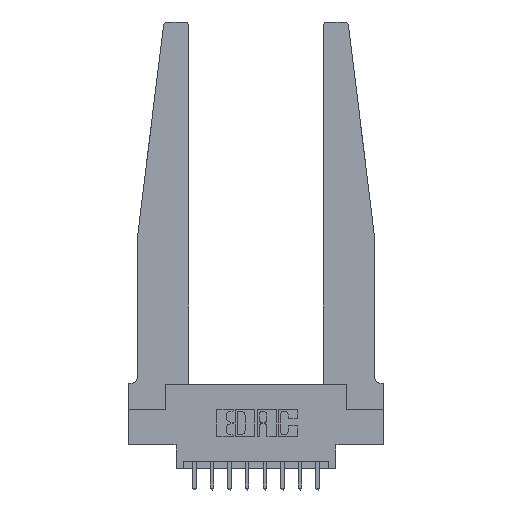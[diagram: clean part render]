
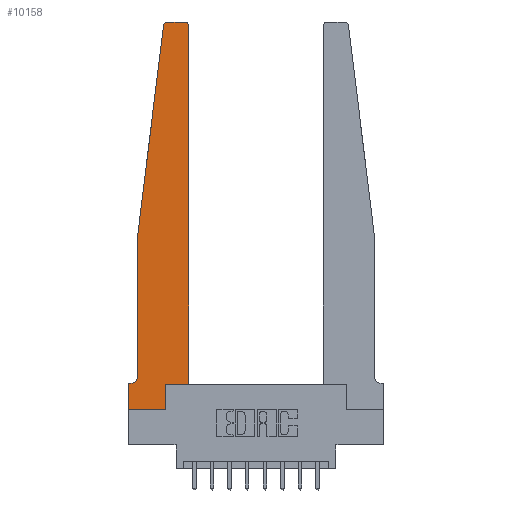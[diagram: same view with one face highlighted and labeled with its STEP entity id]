
A CAD part, top view. The second image highlights one B-rep face of the part: STEP entity #10158.
In plain terms, the highlighted planar face has unit normal (0, 0, 1).
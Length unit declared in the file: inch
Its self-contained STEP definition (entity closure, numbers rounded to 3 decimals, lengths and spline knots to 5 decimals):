
#60 = ORIENTED_EDGE ( 'NONE', *, *, #11513, .T. ) ;
#938 = EDGE_CURVE ( 'NONE', #10268, #13052, #9305, .T. ) ;
#1101 = CIRCLE ( 'NONE', #2090, 0.05 ) ;
#1295 = CARTESIAN_POINT ( 'NONE',  ( 0.395, 2.75, 0.37 ) ) ;
#1596 = VECTOR ( 'NONE', #11885, 39.37008 ) ;
#1616 = DIRECTION ( 'NONE',  ( 1., 0., 0. ) ) ;
#1687 = CARTESIAN_POINT ( 'NONE',  ( 0.065, 1.25, 0.37 ) ) ;
#1693 = EDGE_CURVE ( 'NONE', #13192, #14270, #1101, .T. ) ;
#1734 = CARTESIAN_POINT ( 'NONE',  ( 0.065, 1.25, 0.37 ) ) ;
#1840 = AXIS2_PLACEMENT_3D ( 'NONE', #12120, #14557, #1616 ) ;
#1901 = CARTESIAN_POINT ( 'NONE',  ( 0., 0.1875, 0.37 ) ) ;
#2068 = ORIENTED_EDGE ( 'NONE', *, *, #5256, .T. ) ;
#2090 = AXIS2_PLACEMENT_3D ( 'NONE', #14017, #8159, #15014 ) ;
#2103 = CARTESIAN_POINT ( 'NONE',  ( 0.425, 0.18, 0.37 ) ) ;
#2343 = EDGE_CURVE ( 'NONE', #4268, #5968, #5796, .T. ) ;
#2711 = FACE_OUTER_BOUND ( 'NONE', #9463, .T. ) ;
#2759 = CARTESIAN_POINT ( 'NONE',  ( 0., 0., 0.37 ) ) ;
#2763 = AXIS2_PLACEMENT_3D ( 'NONE', #6463, #11142, #6617 ) ;
#3261 = CARTESIAN_POINT ( 'NONE',  ( 0.2605, 0.18, 0.37 ) ) ;
#3484 = LINE ( 'NONE', #10393, #10367 ) ;
#4195 = CARTESIAN_POINT ( 'NONE',  ( 0.425, 0.18, 0.37 ) ) ;
#4268 = VERTEX_POINT ( 'NONE', #5696 ) ;
#4341 = ORIENTED_EDGE ( 'NONE', *, *, #12012, .T. ) ;
#4421 = EDGE_CURVE ( 'NONE', #12287, #11870, #9392, .T. ) ;
#4507 = DIRECTION ( 'NONE',  ( 1., 0., 0. ) ) ;
#4654 = CARTESIAN_POINT ( 'NONE',  ( 0.015, 0.1875, 0.37 ) ) ;
#4677 = CARTESIAN_POINT ( 'NONE',  ( 0., 0., 0.37 ) ) ;
#4907 = CARTESIAN_POINT ( 'NONE',  ( 0.25, 2.75, 0.37 ) ) ;
#4933 = VERTEX_POINT ( 'NONE', #12491 ) ;
#5256 = EDGE_CURVE ( 'NONE', #9386, #13192, #14675, .T. ) ;
#5458 = VECTOR ( 'NONE', #9621, 39.37008 ) ;
#5574 = CARTESIAN_POINT ( 'NONE',  ( 0.425, 0.18, 0.37 ) ) ;
#5696 = CARTESIAN_POINT ( 'NONE',  ( 0.2605, 0.18, 0.37 ) ) ;
#5796 = LINE ( 'NONE', #5574, #11789 ) ;
#5968 = VERTEX_POINT ( 'NONE', #2103 ) ;
#6031 = CARTESIAN_POINT ( 'NONE',  ( 0., 0., 0.37 ) ) ;
#6144 = EDGE_CURVE ( 'NONE', #9867, #4268, #12624, .T. ) ;
#6201 = CARTESIAN_POINT ( 'NONE',  ( 0.065, 1.25, 0.37 ) ) ;
#6268 = EDGE_CURVE ( 'NONE', #14270, #10268, #3484, .T. ) ;
#6463 = CARTESIAN_POINT ( 'NONE',  ( 0.395, 2.72, 0.37 ) ) ;
#6552 = EDGE_CURVE ( 'NONE', #11870, #4933, #14789, .T. ) ;
#6617 = DIRECTION ( 'NONE',  ( 1., 0., 0. ) ) ;
#6966 = VERTEX_POINT ( 'NONE', #9203 ) ;
#6991 = VECTOR ( 'NONE', #13413, 39.37008 ) ;
#7525 = LINE ( 'NONE', #2759, #1596 ) ;
#7623 = CARTESIAN_POINT ( 'NONE',  ( 0.2605, 0., 0.37 ) ) ;
#7753 = DIRECTION ( 'NONE',  ( 0., 0., 1. ) ) ;
#8005 = AXIS2_PLACEMENT_3D ( 'NONE', #14029, #7753, #11101 ) ;
#8159 = DIRECTION ( 'NONE',  ( 0., 0., -1. ) ) ;
#8249 = CIRCLE ( 'NONE', #1840, 0.03 ) ;
#8324 = PLANE ( 'NONE',  #8005 ) ;
#8718 = CARTESIAN_POINT ( 'NONE',  ( 0.425, 2.72, 0.37 ) ) ;
#9028 = ORIENTED_EDGE ( 'NONE', *, *, #14379, .T. ) ;
#9203 = CARTESIAN_POINT ( 'NONE',  ( 0.24675, 2.72367, 0.37 ) ) ;
#9305 = LINE ( 'NONE', #4677, #11905 ) ;
#9386 = VERTEX_POINT ( 'NONE', #6201 ) ;
#9392 = CIRCLE ( 'NONE', #2763, 0.03 ) ;
#9463 = EDGE_LOOP ( 'NONE', ( #15071, #13161, #60, #2068, #12707, #9598, #9715, #9028, #11481, #13797, #4341, #11053 ) ) ;
#9541 = DIRECTION ( 'NONE',  ( -1., 0., 0. ) ) ;
#9598 = ORIENTED_EDGE ( 'NONE', *, *, #6268, .T. ) ;
#9621 = DIRECTION ( 'NONE',  ( -1., 0., 0. ) ) ;
#9715 = ORIENTED_EDGE ( 'NONE', *, *, #938, .T. ) ;
#9867 = VERTEX_POINT ( 'NONE', #7623 ) ;
#9904 = VECTOR ( 'NONE', #13558, 39.37008 ) ;
#10158 = ADVANCED_FACE ( 'NONE', ( #2711 ), #8324, .T. ) ;
#10268 = VERTEX_POINT ( 'NONE', #1901 ) ;
#10367 = VECTOR ( 'NONE', #9541, 39.37008 ) ;
#10393 = CARTESIAN_POINT ( 'NONE',  ( 0.065, 0.1875, 0.37 ) ) ;
#10952 = LINE ( 'NONE', #4195, #9904 ) ;
#11053 = ORIENTED_EDGE ( 'NONE', *, *, #4421, .T. ) ;
#11101 = DIRECTION ( 'NONE',  ( 1., 0., 0. ) ) ;
#11142 = DIRECTION ( 'NONE',  ( 0., 0., 1. ) ) ;
#11398 = DIRECTION ( 'NONE',  ( 0., 1., 0. ) ) ;
#11481 = ORIENTED_EDGE ( 'NONE', *, *, #6144, .T. ) ;
#11513 = EDGE_CURVE ( 'NONE', #6966, #9386, #14790, .T. ) ;
#11615 = EDGE_CURVE ( 'NONE', #4933, #6966, #8249, .T. ) ;
#11789 = VECTOR ( 'NONE', #4507, 39.37008 ) ;
#11870 = VERTEX_POINT ( 'NONE', #1295 ) ;
#11885 = DIRECTION ( 'NONE',  ( 1., 0., 0. ) ) ;
#11905 = VECTOR ( 'NONE', #14758, 39.37008 ) ;
#12012 = EDGE_CURVE ( 'NONE', #5968, #12287, #10952, .T. ) ;
#12113 = CARTESIAN_POINT ( 'NONE',  ( 0.065, 0.2375, 0.37 ) ) ;
#12120 = CARTESIAN_POINT ( 'NONE',  ( 0.27653, 2.72, 0.37 ) ) ;
#12287 = VERTEX_POINT ( 'NONE', #8718 ) ;
#12491 = CARTESIAN_POINT ( 'NONE',  ( 0.27653, 2.75, 0.37 ) ) ;
#12624 = LINE ( 'NONE', #3261, #12814 ) ;
#12707 = ORIENTED_EDGE ( 'NONE', *, *, #1693, .T. ) ;
#12814 = VECTOR ( 'NONE', #11398, 39.37008 ) ;
#13052 = VERTEX_POINT ( 'NONE', #6031 ) ;
#13161 = ORIENTED_EDGE ( 'NONE', *, *, #11615, .T. ) ;
#13192 = VERTEX_POINT ( 'NONE', #12113 ) ;
#13413 = DIRECTION ( 'NONE',  ( -0.122, -0.992, 0. ) ) ;
#13558 = DIRECTION ( 'NONE',  ( 0., 1., 0. ) ) ;
#13797 = ORIENTED_EDGE ( 'NONE', *, *, #2343, .T. ) ;
#13812 = VECTOR ( 'NONE', #14838, 39.37008 ) ;
#14017 = CARTESIAN_POINT ( 'NONE',  ( 0.015, 0.2375, 0.37 ) ) ;
#14029 = CARTESIAN_POINT ( 'NONE',  ( 0., 0.1875, 0.37 ) ) ;
#14270 = VERTEX_POINT ( 'NONE', #4654 ) ;
#14379 = EDGE_CURVE ( 'NONE', #13052, #9867, #7525, .T. ) ;
#14557 = DIRECTION ( 'NONE',  ( 0., 0., 1. ) ) ;
#14675 = LINE ( 'NONE', #1734, #13812 ) ;
#14758 = DIRECTION ( 'NONE',  ( 0., -1., 0. ) ) ;
#14789 = LINE ( 'NONE', #4907, #5458 ) ;
#14790 = LINE ( 'NONE', #1687, #6991 ) ;
#14838 = DIRECTION ( 'NONE',  ( 0., -1., 0. ) ) ;
#15014 = DIRECTION ( 'NONE',  ( -1., 0., 0. ) ) ;
#15071 = ORIENTED_EDGE ( 'NONE', *, *, #6552, .T. ) ;
